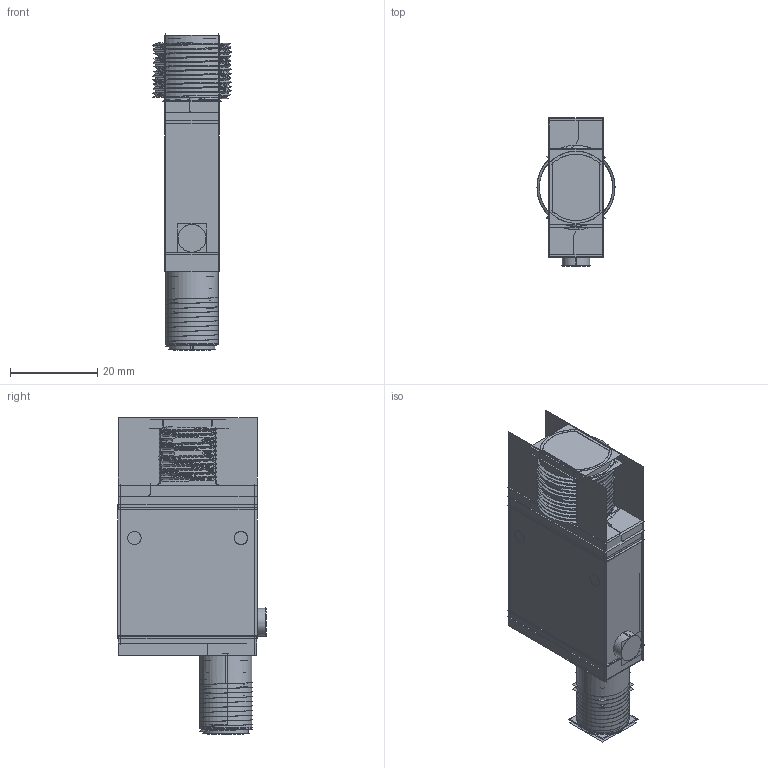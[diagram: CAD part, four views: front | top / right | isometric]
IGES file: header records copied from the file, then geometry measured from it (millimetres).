
Start section:  PTC IGES file: 154456.igs
Global section: file name: 154456.igs; native system: Creo Parametric by Parametric Technology Corporation; preprocessor: 2013230; author: PDMAdmin; organization: Unknown; date: 20160406.161231; units: millimetre
Bounding box: 17.87 x 33.94 x 72.57 mm (x, y, z)
Volume: 7262.5 mm3; surface area: 93014.5 mm2
Topology: 9 solids, 10 shells, 1186 faces, 6026 edges, 7580 vertices
Faces by surface type: bspline 652, revolution 534
